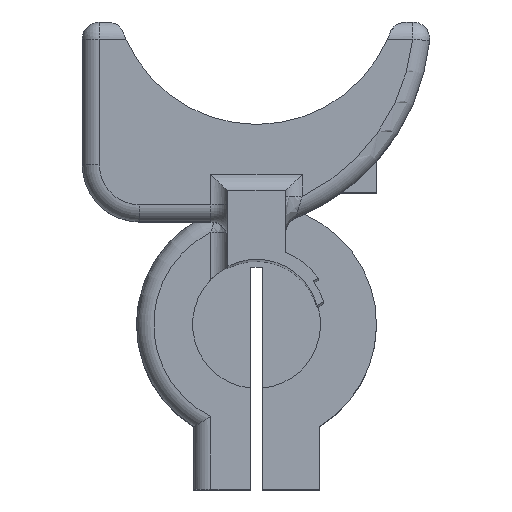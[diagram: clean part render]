
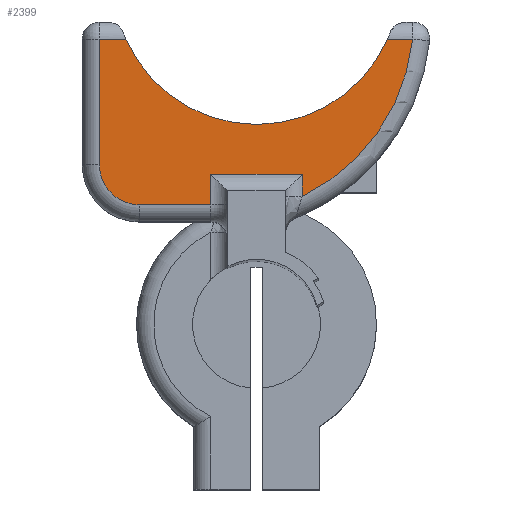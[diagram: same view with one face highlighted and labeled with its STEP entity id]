
A CAD part, top view. The second image highlights one B-rep face of the part: STEP entity #2399.
In plain terms, the highlighted planar face has unit normal (0, 0, 1).
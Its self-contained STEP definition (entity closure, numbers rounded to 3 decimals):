
#63=PLANE('',#2614);
#194=FACE_OUTER_BOUND('',#335,.T.);
#335=EDGE_LOOP('',(#2015,#2016,#2017,#2018,#2019,#2020,#2021,#2022,#2023,
#2024));
#419=CIRCLE('',#2567,25.);
#421=CIRCLE('',#2571,34.5);
#423=CIRCLE('',#2574,7.);
#642=LINE('',#6212,#827);
#643=LINE('',#6229,#828);
#644=LINE('',#6231,#829);
#645=LINE('',#6235,#830);
#667=LINE('',#6371,#852);
#668=LINE('',#6374,#853);
#669=LINE('',#6375,#854);
#827=VECTOR('',#3001,10.);
#828=VECTOR('',#3016,10.);
#829=VECTOR('',#3019,10.);
#830=VECTOR('',#3024,10.);
#852=VECTOR('',#3114,10.);
#853=VECTOR('',#3117,10.);
#854=VECTOR('',#3118,10.);
#1057=VERTEX_POINT('',#6122);
#1064=VERTEX_POINT('',#6141);
#1077=VERTEX_POINT('',#6199);
#1078=VERTEX_POINT('',#6204);
#1079=VERTEX_POINT('',#6214);
#1080=VERTEX_POINT('',#6223);
#1081=VERTEX_POINT('',#6225);
#1082=VERTEX_POINT('',#6234);
#1102=VERTEX_POINT('',#6369);
#1103=VERTEX_POINT('',#6373);
#1375=EDGE_CURVE('',#1078,#1077,#419,.T.);
#1378=EDGE_CURVE('',#1078,#1057,#642,.T.);
#1379=EDGE_CURVE('',#1057,#1079,#421,.T.);
#1382=EDGE_CURVE('',#1080,#1081,#423,.T.);
#1384=EDGE_CURVE('',#1081,#1064,#643,.T.);
#1385=EDGE_CURVE('',#1064,#1077,#644,.T.);
#1387=EDGE_CURVE('',#1079,#1082,#645,.T.);
#1426=EDGE_CURVE('',#1102,#1080,#667,.T.);
#1427=EDGE_CURVE('',#1103,#1102,#668,.T.);
#1428=EDGE_CURVE('',#1082,#1103,#669,.T.);
#2015=ORIENTED_EDGE('',*,*,#1385,.F.);
#2016=ORIENTED_EDGE('',*,*,#1384,.F.);
#2017=ORIENTED_EDGE('',*,*,#1382,.F.);
#2018=ORIENTED_EDGE('',*,*,#1426,.F.);
#2019=ORIENTED_EDGE('',*,*,#1427,.F.);
#2020=ORIENTED_EDGE('',*,*,#1428,.F.);
#2021=ORIENTED_EDGE('',*,*,#1387,.F.);
#2022=ORIENTED_EDGE('',*,*,#1379,.F.);
#2023=ORIENTED_EDGE('',*,*,#1378,.F.);
#2024=ORIENTED_EDGE('',*,*,#1375,.T.);
#2399=ADVANCED_FACE('',(#194),#63,.T.);
#2567=AXIS2_PLACEMENT_3D('',#6205,#2995,#2996);
#2571=AXIS2_PLACEMENT_3D('',#6215,#3004,#3005);
#2574=AXIS2_PLACEMENT_3D('',#6226,#3010,#3011);
#2614=AXIS2_PLACEMENT_3D('',#6372,#3115,#3116);
#2995=DIRECTION('center_axis',(0.,0.,
-1.));
#2996=DIRECTION('ref_axis',(1.,0.,0.));
#3001=DIRECTION('',(1.,0.,0.));
#3004=DIRECTION('center_axis',(0.,0.,
-1.));
#3005=DIRECTION('ref_axis',(0.808,-0.589,0.));
#3010=DIRECTION('center_axis',(0.,0.,
-1.));
#3011=DIRECTION('ref_axis',(-0.707,-0.707,0.));
#3016=DIRECTION('',(0.,1.,0.));
#3019=DIRECTION('',(1.,0.,0.));
#3024=DIRECTION('',(0.,1.,0.));
#3114=DIRECTION('',(-1.,0.,0.));
#3115=DIRECTION('center_axis',(0.,0.,
1.));
#3116=DIRECTION('ref_axis',(0.,-1.,0.));
#3117=DIRECTION('',(0.,-1.,0.));
#3118=DIRECTION('',(-1.,0.,0.));
#6122=CARTESIAN_POINT('',(27.323,129.736,286.28));
#6141=CARTESIAN_POINT('',(-27.5,129.736,286.28));
#6199=CARTESIAN_POINT('',(-22.85,129.736,286.28));
#6204=CARTESIAN_POINT('',(22.92,129.736,286.28));
#6205=CARTESIAN_POINT('Origin',(0.035,139.801,286.277));
#6212=CARTESIAN_POINT('',(-30.5,129.736,286.28));
#6214=CARTESIAN_POINT('',(7.996,102.195,286.286));
#6215=CARTESIAN_POINT('Origin',(-6.996,133.267,286.279));
#6223=CARTESIAN_POINT('',(-20.5,100.736,286.286));
#6225=CARTESIAN_POINT('',(-27.5,107.736,286.284));
#6226=CARTESIAN_POINT('Origin',(-20.5,107.736,286.284));
#6229=CARTESIAN_POINT('',(-27.5,123.986,286.281));
#6231=CARTESIAN_POINT('',(-30.5,129.736,286.28));
#6234=CARTESIAN_POINT('',(7.996,106.037,286.285));
#6235=CARTESIAN_POINT('',(7.996,111.386,286.284));
#6369=CARTESIAN_POINT('',(-8.004,100.736,286.286));
#6371=CARTESIAN_POINT('',(-30.5,100.736,286.286));
#6372=CARTESIAN_POINT('Origin',(-30.5,132.736,286.279));
#6373=CARTESIAN_POINT('',(-8.004,106.037,286.285));
#6374=CARTESIAN_POINT('',(-8.004,118.886,286.282));
#6375=CARTESIAN_POINT('',(-12.752,106.037,286.285));
